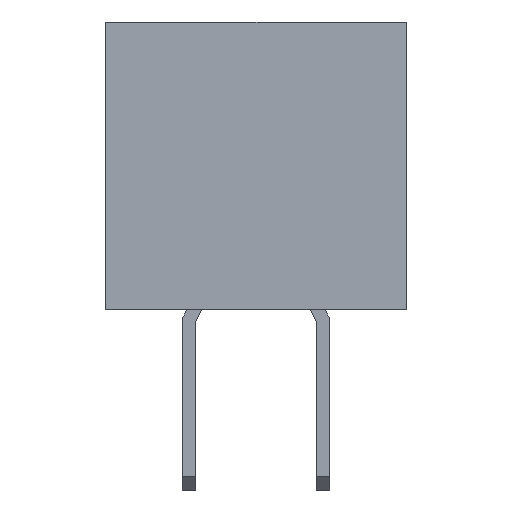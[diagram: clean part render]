
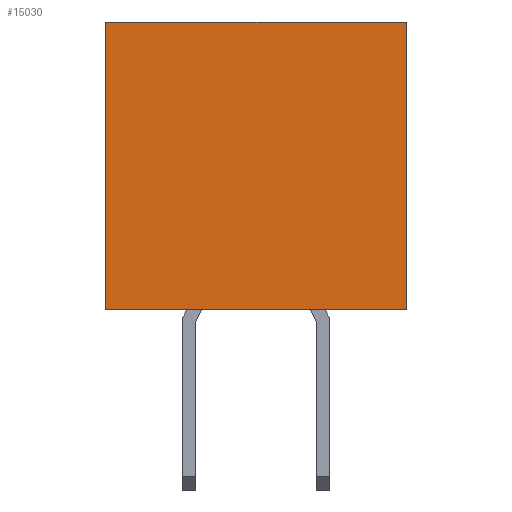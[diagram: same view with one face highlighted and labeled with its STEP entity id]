
A CAD part, left-side view. The second image highlights one B-rep face of the part: STEP entity #15030.
In plain terms, the highlighted planar face has unit normal (-1, 0, 0).
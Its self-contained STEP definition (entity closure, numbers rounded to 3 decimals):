
#481=FACE_OUTER_BOUND('',#1325,.T.);
#1325=EDGE_LOOP('',(#10094,#10095,#10096,#10097));
#2408=LINE('',#21019,#4358);
#2525=LINE('',#21478,#4475);
#2527=LINE('',#21482,#4477);
#2528=LINE('',#21483,#4478);
#4358=VECTOR('',#17028,1.);
#4475=VECTOR('',#17157,1.);
#4477=VECTOR('',#17161,1.);
#4478=VECTOR('',#17162,1.);
#6385=VERTEX_POINT('',#21016);
#6386=VERTEX_POINT('',#21018);
#6506=VERTEX_POINT('',#21477);
#6507=VERTEX_POINT('',#21481);
#7774=EDGE_CURVE('',#6386,#6385,#2408,.T.);
#7903=EDGE_CURVE('',#6506,#6386,#2525,.T.);
#7905=EDGE_CURVE('',#6507,#6385,#2527,.T.);
#7906=EDGE_CURVE('',#6506,#6507,#2528,.T.);
#10094=ORIENTED_EDGE('',*,*,#7774,.T.);
#10095=ORIENTED_EDGE('',*,*,#7905,.F.);
#10096=ORIENTED_EDGE('',*,*,#7906,.F.);
#10097=ORIENTED_EDGE('',*,*,#7903,.T.);
#13981=PLANE('',#15891);
#15030=ADVANCED_FACE('',(#481),#13981,.F.);
#15891=AXIS2_PLACEMENT_3D('',#21480,#17159,#17160);
#17028=DIRECTION('',(0.,-1.,0.));
#17157=DIRECTION('',(0.,0.,-1.));
#17159=DIRECTION('center_axis',(1.,0.,0.));
#17160=DIRECTION('ref_axis',(0.,0.,-1.));
#17161=DIRECTION('',(0.,0.,-1.));
#17162=DIRECTION('',(0.,-1.,0.));
#21016=CARTESIAN_POINT('',(-8.3,-2.25,-0.1));
#21018=CARTESIAN_POINT('',(-8.3,2.25,-0.1));
#21019=CARTESIAN_POINT('',(-8.3,2.25,-0.1));
#21477=CARTESIAN_POINT('',(-8.3,2.25,4.2));
#21478=CARTESIAN_POINT('',(-8.3,2.25,4.2));
#21480=CARTESIAN_POINT('Origin',(-8.3,2.25,4.2));
#21481=CARTESIAN_POINT('',(-8.3,-2.25,4.2));
#21482=CARTESIAN_POINT('',(-8.3,-2.25,4.2));
#21483=CARTESIAN_POINT('',(-8.3,2.25,4.2));
